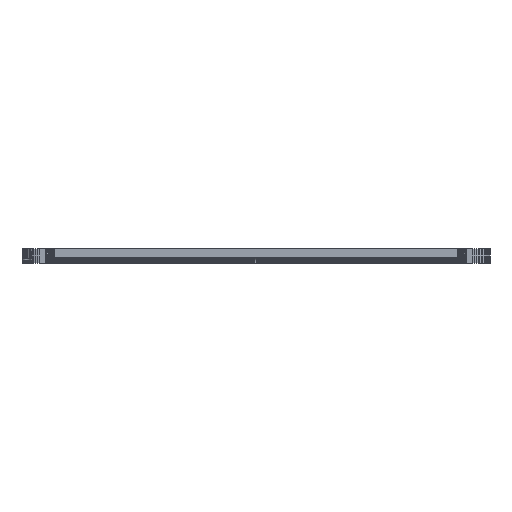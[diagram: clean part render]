
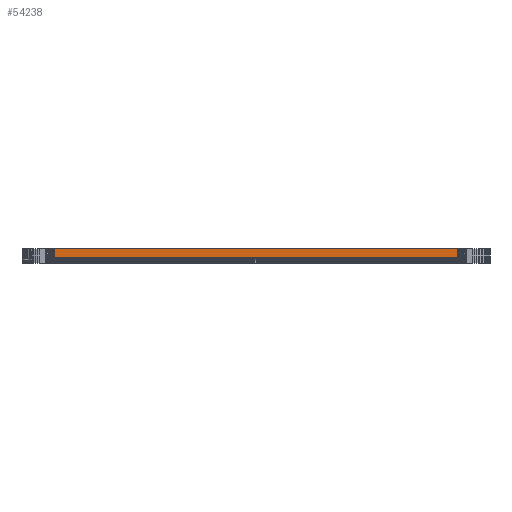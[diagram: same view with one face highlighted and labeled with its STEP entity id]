
A CAD part, front view. The second image highlights one B-rep face of the part: STEP entity #54238.
In plain terms, the highlighted planar face has unit normal (0, -1, 0).
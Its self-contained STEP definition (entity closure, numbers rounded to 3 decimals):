
#2927 = VERTEX_POINT('',#2928);
#2928 = CARTESIAN_POINT('',(-23.3,-18.477,
    1.855));
#2934 = EDGE_CURVE('',#2935,#2927,#2937,.T.);
#2935 = VERTEX_POINT('',#2936);
#2936 = CARTESIAN_POINT('',(23.3,-18.477,
    1.855));
#2937 = LINE('',#2938,#2939);
#2938 = CARTESIAN_POINT('',(23.3,-18.477,
    1.855));
#2939 = VECTOR('',#2940,1.);
#2940 = DIRECTION('',(-1.,0.,0.));
#54173 = EDGE_CURVE('',#2935,#54174,#54176,.T.);
#54174 = VERTEX_POINT('',#54175);
#54175 = CARTESIAN_POINT('',(23.3,-18.477,
    0.8));
#54176 = LINE('',#54177,#54178);
#54177 = CARTESIAN_POINT('',(23.3,-18.477,
    1.855));
#54178 = VECTOR('',#54179,1.);
#54179 = DIRECTION('',(0.,0.,-1.));
#54238 = ADVANCED_FACE('',(#54239),#54257,.T.);
#54239 = FACE_BOUND('',#54240,.T.);
#54240 = EDGE_LOOP('',(#54241,#54242,#54243,#54251));
#54241 = ORIENTED_EDGE('',*,*,#54173,.F.);
#54242 = ORIENTED_EDGE('',*,*,#2934,.T.);
#54243 = ORIENTED_EDGE('',*,*,#54244,.F.);
#54244 = EDGE_CURVE('',#54245,#2927,#54247,.T.);
#54245 = VERTEX_POINT('',#54246);
#54246 = CARTESIAN_POINT('',(-23.3,-18.477,
    0.8));
#54247 = LINE('',#54248,#54249);
#54248 = CARTESIAN_POINT('',(-23.3,-18.477,
    0.8));
#54249 = VECTOR('',#54250,1.);
#54250 = DIRECTION('',(0.,0.,1.));
#54251 = ORIENTED_EDGE('',*,*,#54252,.T.);
#54252 = EDGE_CURVE('',#54245,#54174,#54253,.T.);
#54253 = LINE('',#54254,#54255);
#54254 = CARTESIAN_POINT('',(-23.3,-18.477,
    0.8));
#54255 = VECTOR('',#54256,1.);
#54256 = DIRECTION('',(1.,0.,0.));
#54257 = PLANE('',#54258);
#54258 = AXIS2_PLACEMENT_3D('',#54259,#54260,#54261);
#54259 = CARTESIAN_POINT('',(0.,-18.477,1.327));
#54260 = DIRECTION('',(-0.,-1.,-0.));
#54261 = DIRECTION('',(0.,0.,-1.));
